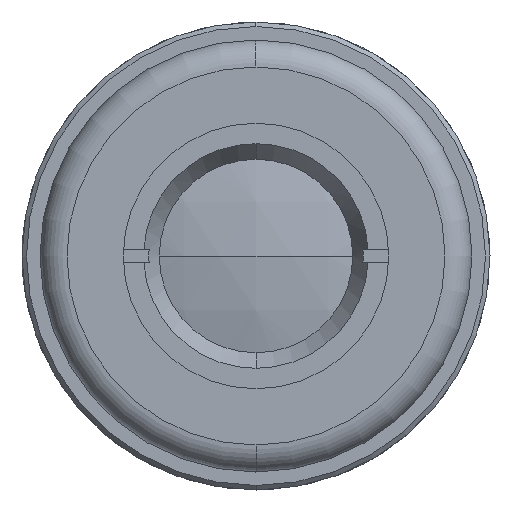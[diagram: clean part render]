
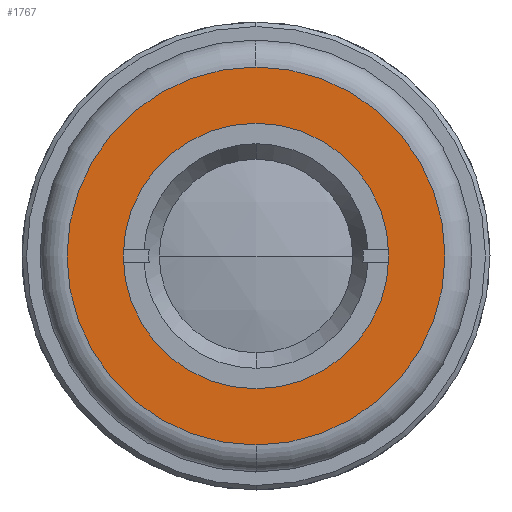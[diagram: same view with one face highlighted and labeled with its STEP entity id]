
A CAD part, left-side view. The second image highlights one B-rep face of the part: STEP entity #1767.
In plain terms, the highlighted planar face has unit normal (-1, 0, 0).
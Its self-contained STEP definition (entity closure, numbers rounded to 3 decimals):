
#27 = CIRCLE ( 'NONE', #1034, 21. ) ;
#63 = VERTEX_POINT ( 'NONE', #2746 ) ;
#106 = DIRECTION ( 'NONE',  ( -1., 0., 0. ) ) ;
#139 = CIRCLE ( 'NONE', #1811, 21. ) ;
#147 = EDGE_CURVE ( 'NONE', #63, #1152, #27, .T. ) ;
#282 = AXIS2_PLACEMENT_3D ( 'NONE', #650, #2308, #684 ) ;
#418 = CARTESIAN_POINT ( 'NONE',  ( -33.9, 0., -14.75 ) ) ;
#523 = VERTEX_POINT ( 'NONE', #2150 ) ;
#650 = CARTESIAN_POINT ( 'NONE',  ( -33.9, 0., 0. ) ) ;
#684 = DIRECTION ( 'NONE',  ( 0., 0., 1. ) ) ;
#788 = AXIS2_PLACEMENT_3D ( 'NONE', #1500, #106, #2462 ) ;
#859 = EDGE_CURVE ( 'NONE', #523, #2715, #2618, .T. ) ;
#947 = AXIS2_PLACEMENT_3D ( 'NONE', #1381, #950, #2941 ) ;
#950 = DIRECTION ( 'NONE',  ( 1., 0., 0. ) ) ;
#1034 = AXIS2_PLACEMENT_3D ( 'NONE', #1481, #2119, #2388 ) ;
#1079 = EDGE_LOOP ( 'NONE', ( #2064, #2700 ) ) ;
#1152 = VERTEX_POINT ( 'NONE', #2880 ) ;
#1300 = CIRCLE ( 'NONE', #282, 14.75 ) ;
#1315 = ORIENTED_EDGE ( 'NONE', *, *, #2615, .F. ) ;
#1366 = PLANE ( 'NONE',  #947 ) ;
#1381 = CARTESIAN_POINT ( 'NONE',  ( -33.9, 24., 0. ) ) ;
#1415 = FACE_BOUND ( 'NONE', #1609, .T. ) ;
#1481 = CARTESIAN_POINT ( 'NONE',  ( -33.9, 0., 0. ) ) ;
#1500 = CARTESIAN_POINT ( 'NONE',  ( -33.9, 0., 0. ) ) ;
#1607 = DIRECTION ( 'NONE',  ( 0., 0., -1. ) ) ;
#1609 = EDGE_LOOP ( 'NONE', ( #2231, #1315 ) ) ;
#1767 = ADVANCED_FACE ( 'NONE', ( #2755, #1415 ), #1366, .F. ) ;
#1811 = AXIS2_PLACEMENT_3D ( 'NONE', #2259, #2788, #1607 ) ;
#2064 = ORIENTED_EDGE ( 'NONE', *, *, #147, .T. ) ;
#2119 = DIRECTION ( 'NONE',  ( -1., 0., 0. ) ) ;
#2150 = CARTESIAN_POINT ( 'NONE',  ( -33.9, 0., 14.75 ) ) ;
#2231 = ORIENTED_EDGE ( 'NONE', *, *, #859, .F. ) ;
#2259 = CARTESIAN_POINT ( 'NONE',  ( -33.9, 0., 0. ) ) ;
#2308 = DIRECTION ( 'NONE',  ( -1., 0., 0. ) ) ;
#2388 = DIRECTION ( 'NONE',  ( 0., 0., -1. ) ) ;
#2401 = EDGE_CURVE ( 'NONE', #1152, #63, #139, .T. ) ;
#2462 = DIRECTION ( 'NONE',  ( 0., 0., 1. ) ) ;
#2615 = EDGE_CURVE ( 'NONE', #2715, #523, #1300, .T. ) ;
#2618 = CIRCLE ( 'NONE', #788, 14.75 ) ;
#2700 = ORIENTED_EDGE ( 'NONE', *, *, #2401, .T. ) ;
#2715 = VERTEX_POINT ( 'NONE', #418 ) ;
#2746 = CARTESIAN_POINT ( 'NONE',  ( -33.9, 0., -21. ) ) ;
#2755 = FACE_OUTER_BOUND ( 'NONE', #1079, .T. ) ;
#2788 = DIRECTION ( 'NONE',  ( -1., 0., 0. ) ) ;
#2880 = CARTESIAN_POINT ( 'NONE',  ( -33.9, 0., 21. ) ) ;
#2941 = DIRECTION ( 'NONE',  ( 0., 0., -1. ) ) ;
